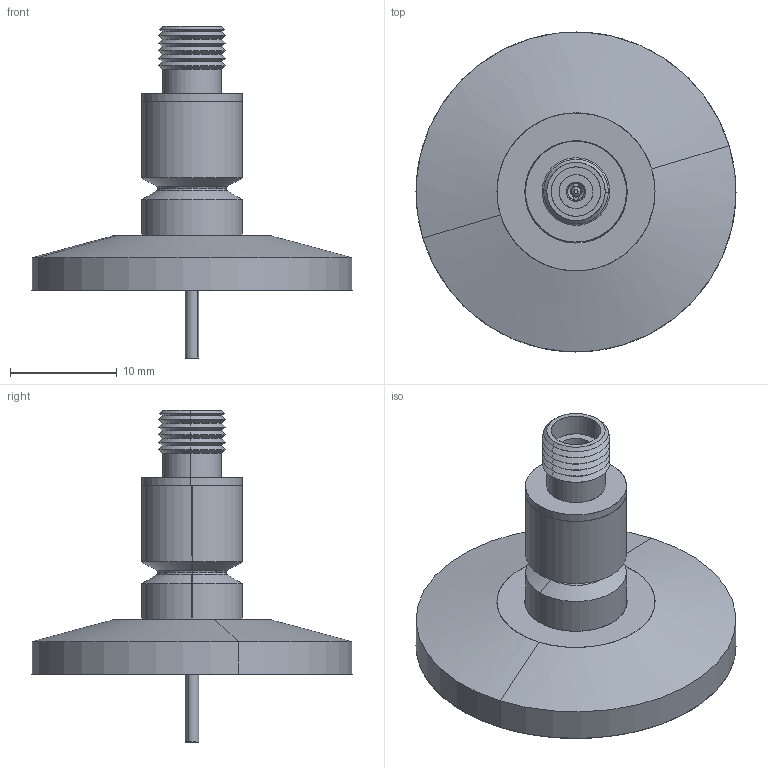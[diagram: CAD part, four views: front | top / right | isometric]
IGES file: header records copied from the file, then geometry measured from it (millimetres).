
Start section: SolidWorks IGES file using analytic representation for surfaces
Global section: file name: 18045-02-KF.IGS; native system: SolidWorks 2018; preprocessor: SolidWorks 2018; author: lee sanders; date: 180730.162735; units: inch
Bounding box: 29.97 x 29.97 x 31.09 mm (x, y, z)
Surface area: 3493.4 mm2 (no closed solid volume)
Topology: 0 solids, 0 shells, 122 faces, 1494 edges, 1494 vertices
Faces by surface type: revolution 93, bspline 29
